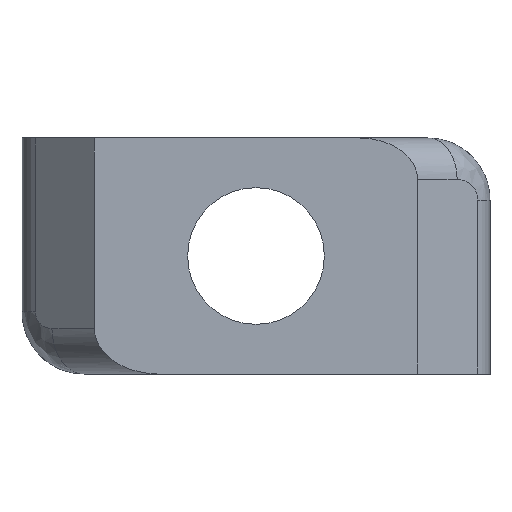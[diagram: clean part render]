
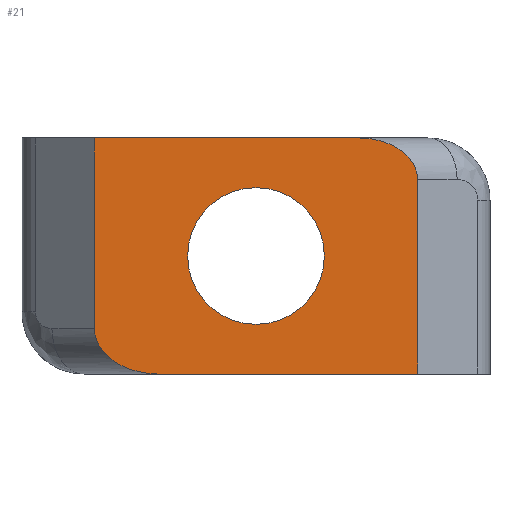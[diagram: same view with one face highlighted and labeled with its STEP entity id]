
A CAD part, front view. The second image highlights one B-rep face of the part: STEP entity #21.
In plain terms, the highlighted planar face has unit normal (0, -1, 0).
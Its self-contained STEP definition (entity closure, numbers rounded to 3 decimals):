
#21 = ADVANCED_FACE ( 'NONE', ( #2240, #2251 ), #1723, .F. ) ;
#181 = VERTEX_POINT ( 'NONE', #483 ) ;
#182 = VERTEX_POINT ( 'NONE', #480 ) ;
#183 = VERTEX_POINT ( 'NONE', #484 ) ;
#480 = CARTESIAN_POINT ( 'NONE',  ( 3.9, 0., 4.7 ) ) ;
#483 = CARTESIAN_POINT ( 'NONE',  ( -3.9, 0., 5.7 ) ) ;
#484 = CARTESIAN_POINT ( 'NONE',  ( 2.486, 0., 5.7 ) ) ;
#712 = CARTESIAN_POINT ( 'NONE',  ( 0., 0., 2.85 ) ) ;
#713 = DIRECTION ( 'NONE',  ( 0., 1., 0. ) ) ;
#714 = DIRECTION ( 'NONE',  ( 0., 0., 1. ) ) ;
#740 = DIRECTION ( 'NONE',  ( 0., 0., -1. ) ) ;
#756 = CARTESIAN_POINT ( 'NONE',  ( -3.9, 0., 5.7 ) ) ;
#757 = CARTESIAN_POINT ( 'NONE',  ( 3.9, 0., 5.7 ) ) ;
#758 = DIRECTION ( 'NONE',  ( 0., 0., -1. ) ) ;
#759 = CARTESIAN_POINT ( 'NONE',  ( 3.9, 0., 4.7 ) ) ;
#760 = CARTESIAN_POINT ( 'NONE',  ( 3.9, 0., 5.286 ) ) ;
#761 = CARTESIAN_POINT ( 'NONE',  ( 0., 0., 2.85 ) ) ;
#762 = DIRECTION ( 'NONE',  ( 0., 1., 0. ) ) ;
#763 = DIRECTION ( 'NONE',  ( 0., 0., 1. ) ) ;
#764 = CARTESIAN_POINT ( 'NONE',  ( -3.256, 0., 0. ) ) ;
#765 = CARTESIAN_POINT ( 'NONE',  ( -3.9, 0., 0.456 ) ) ;
#766 = CARTESIAN_POINT ( 'NONE',  ( 3.314, 0., 5.7 ) ) ;
#767 = CARTESIAN_POINT ( 'NONE',  ( 2.486, 0., 5.7 ) ) ;
#768 = CARTESIAN_POINT ( 'NONE',  ( -3.9, 0., 5.7 ) ) ;
#769 = DIRECTION ( 'NONE',  ( 1., 0., 0. ) ) ;
#771 = CARTESIAN_POINT ( 'NONE',  ( -3.9, 0., 1.1 ) ) ;
#773 = CARTESIAN_POINT ( 'NONE',  ( -2.344, 0., 0. ) ) ;
#774 = CARTESIAN_POINT ( 'NONE',  ( -3.9, 0., 0. ) ) ;
#775 = DIRECTION ( 'NONE',  ( 1., 0., 0. ) ) ;
#855 = CARTESIAN_POINT ( 'NONE',  ( -3.9, 0., 1.1 ) ) ;
#863 = CARTESIAN_POINT ( 'NONE',  ( -2.344, 0., 0. ) ) ;
#892 = CARTESIAN_POINT ( 'NONE',  ( 0., 0., 4.5 ) ) ;
#899 = CARTESIAN_POINT ( 'NONE',  ( 3.9, 0., 0. ) ) ;
#900 = CARTESIAN_POINT ( 'NONE',  ( 0., 0., 1.2 ) ) ;
#923 = CIRCLE ( 'NONE', #2359, 1.65 ) ;
#955 = CIRCLE ( 'NONE', #2365, 1.65 ) ;
#956 = LINE ( 'NONE', #756, #958 ) ;
#957 = LINE ( 'NONE', #774, #962 ) ;
#958 = VECTOR ( 'NONE', #758, 1000. ) ;
#959 = LINE ( 'NONE', #757, #960 ) ;
#960 = VECTOR ( 'NONE', #740, 1000. ) ;
#961 = LINE ( 'NONE', #768, #963 ) ;
#962 = VECTOR ( 'NONE', #775, 1000. ) ;
#963 = VECTOR ( 'NONE', #769, 1000. ) ;
#1086 = EDGE_CURVE ( 'NONE', #2206, #2201, #923, .T. ) ;
#1105 = EDGE_CURVE ( 'NONE', #181, #1585, #956, .T. ) ;
#1106 = EDGE_CURVE ( 'NONE', #2201, #2206, #955, .T. ) ;
#1107 = EDGE_CURVE ( 'NONE', #182, #2204, #959, .T. ) ;
#1108 = EDGE_CURVE ( 'NONE', #182, #183, #2395, .T. ) ;
#1109 = EDGE_CURVE ( 'NONE', #181, #183, #961, .T. ) ;
#1110 = EDGE_CURVE ( 'NONE', #1585, #1902, #2396, .T. ) ;
#1111 = EDGE_CURVE ( 'NONE', #1902, #2204, #957, .T. ) ;
#1130 = AXIS2_PLACEMENT_3D ( 'NONE', #1719, #1728, #1729 ) ;
#1585 = VERTEX_POINT ( 'NONE', #855 ) ;
#1719 = CARTESIAN_POINT ( 'NONE',  ( -3.9, 0., 5.7 ) ) ;
#1723 = PLANE ( 'NONE',  #1130 ) ;
#1728 = DIRECTION ( 'NONE',  ( 0., 1., 0. ) ) ;
#1729 = DIRECTION ( 'NONE',  ( 0., 0., 1. ) ) ;
#1899 = EDGE_LOOP ( 'NONE', ( #1988, #1989 ) ) ;
#1902 = VERTEX_POINT ( 'NONE', #863 ) ;
#1963 = EDGE_LOOP ( 'NONE', ( #1990, #1991, #1992, #1993, #1994, #1995 ) ) ;
#1988 = ORIENTED_EDGE ( 'NONE', *, *, #1106, .T. ) ;
#1989 = ORIENTED_EDGE ( 'NONE', *, *, #1086, .T. ) ;
#1990 = ORIENTED_EDGE ( 'NONE', *, *, #1107, .F. ) ;
#1991 = ORIENTED_EDGE ( 'NONE', *, *, #1108, .T. ) ;
#1992 = ORIENTED_EDGE ( 'NONE', *, *, #1109, .F. ) ;
#1993 = ORIENTED_EDGE ( 'NONE', *, *, #1105, .T. ) ;
#1994 = ORIENTED_EDGE ( 'NONE', *, *, #1110, .T. ) ;
#1995 = ORIENTED_EDGE ( 'NONE', *, *, #1111, .T. ) ;
#2201 = VERTEX_POINT ( 'NONE', #892 ) ;
#2204 = VERTEX_POINT ( 'NONE', #899 ) ;
#2206 = VERTEX_POINT ( 'NONE', #900 ) ;
#2240 = FACE_BOUND ( 'NONE', #1899, .T. ) ;
#2251 = FACE_OUTER_BOUND ( 'NONE', #1963, .T. ) ;
#2359 = AXIS2_PLACEMENT_3D ( 'NONE', #712, #713, #714 ) ;
#2365 = AXIS2_PLACEMENT_3D ( 'NONE', #761, #762, #763 ) ;
#2395 =( BOUNDED_CURVE ( )  B_SPLINE_CURVE ( 3, ( #759, #760, #766, #767 ),
 .UNSPECIFIED., .F., .T. ) 
 B_SPLINE_CURVE_WITH_KNOTS ( ( 4, 4 ),
 ( 3.142, 4.712 ),
 .UNSPECIFIED. ) 
 CURVE ( )  GEOMETRIC_REPRESENTATION_ITEM ( )  RATIONAL_B_SPLINE_CURVE ( ( 1., 0.805, 0.805, 1. ) ) 
 REPRESENTATION_ITEM ( '' )  );
#2396 =( BOUNDED_CURVE ( )  B_SPLINE_CURVE ( 3, ( #771, #765, #764, #773 ),
 .UNSPECIFIED., .F., .T. ) 
 B_SPLINE_CURVE_WITH_KNOTS ( ( 4, 4 ),
 ( 3.142, 4.712 ),
 .UNSPECIFIED. ) 
 CURVE ( )  GEOMETRIC_REPRESENTATION_ITEM ( )  RATIONAL_B_SPLINE_CURVE ( ( 1., 0.805, 0.805, 1. ) ) 
 REPRESENTATION_ITEM ( '' )  );
